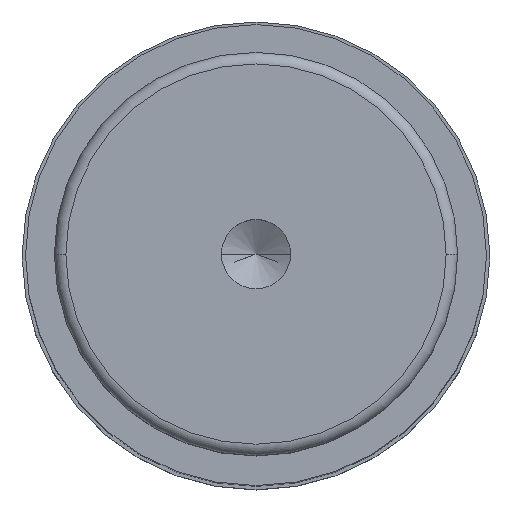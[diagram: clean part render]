
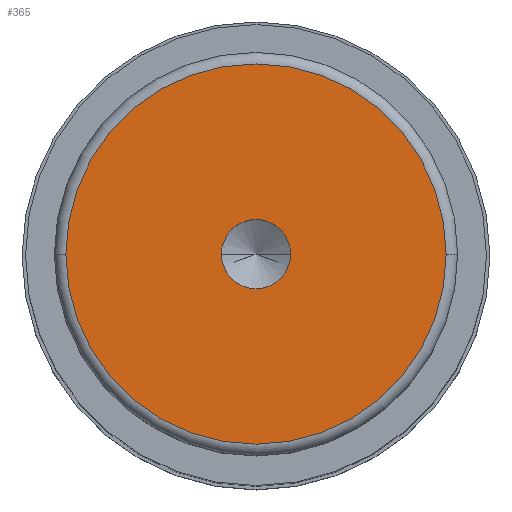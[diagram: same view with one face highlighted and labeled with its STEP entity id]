
A CAD part, top view. The second image highlights one B-rep face of the part: STEP entity #365.
In plain terms, the highlighted planar face has unit normal (0, 0, 1).
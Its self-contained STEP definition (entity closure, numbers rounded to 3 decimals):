
#217=EDGE_CURVE('',#417,#415,#551,.T.);
#221=EDGE_CURVE('',#329,#351,#555,.T.);
#317=EDGE_CURVE('',#351,#329,#664,.T.);
#329=VERTEX_POINT('',#677);
#351=VERTEX_POINT('',#700);
#365=ADVANCED_FACE('',(#714,#715),#716,.T.);
#409=EDGE_CURVE('',#415,#417,#764,.T.);
#415=VERTEX_POINT('',#770);
#417=VERTEX_POINT('',#772);
#551=CIRCLE('',#918,33.0);
#555=CIRCLE('',#923,6.);
#664=CIRCLE('',#1070,6.);
#677=CARTESIAN_POINT('',(6.,0.,210.0));
#700=CARTESIAN_POINT('',(-6.,0.,210.0));
#714=FACE_BOUND('',#1134,.T.);
#715=FACE_OUTER_BOUND('',#1135,.T.);
#716=PLANE('',#1136);
#764=CIRCLE('',#1198,33.0);
#770=CARTESIAN_POINT('',(33.,0.,210.0));
#772=CARTESIAN_POINT('',(-33.,0.,210.0));
#918=AXIS2_PLACEMENT_3D('',#1372,#1373,#1374);
#923=AXIS2_PLACEMENT_3D('',#1375,#1376,#1377);
#1070=AXIS2_PLACEMENT_3D('',#1532,#1533,#1534);
#1134=EDGE_LOOP('',(#1578,#1579));
#1135=EDGE_LOOP('',(#1580,#1581));
#1136=AXIS2_PLACEMENT_3D('',#1582,#1583,#1584);
#1198=AXIS2_PLACEMENT_3D('',#1637,#1638,#1639);
#1372=CARTESIAN_POINT('',(0.,0.,210.0));
#1373=DIRECTION('',(-0.0,0.0,-1.0));
#1374=DIRECTION('',(-1.0,0.,0.0));
#1375=CARTESIAN_POINT('',(0.,0.,210.0));
#1376=DIRECTION('',(-0.0,0.0,-1.0));
#1377=DIRECTION('',(-1.0,0.,0.0));
#1532=CARTESIAN_POINT('',(0.,0.,210.0));
#1533=DIRECTION('',(-0.0,0.0,-1.0));
#1534=DIRECTION('',(-1.0,0.,0.0));
#1578=ORIENTED_EDGE('',*,*,#317,.T.);
#1579=ORIENTED_EDGE('',*,*,#221,.T.);
#1580=ORIENTED_EDGE('',*,*,#217,.F.);
#1581=ORIENTED_EDGE('',*,*,#409,.F.);
#1582=CARTESIAN_POINT('',(-16.5,0.,210.0));
#1583=DIRECTION('',(0.0,0.0,1.0));
#1584=DIRECTION('',(-1.0,0.,0.0));
#1637=CARTESIAN_POINT('',(0.,0.,210.0));
#1638=DIRECTION('',(-0.0,0.0,-1.0));
#1639=DIRECTION('',(-1.0,0.,0.0));
